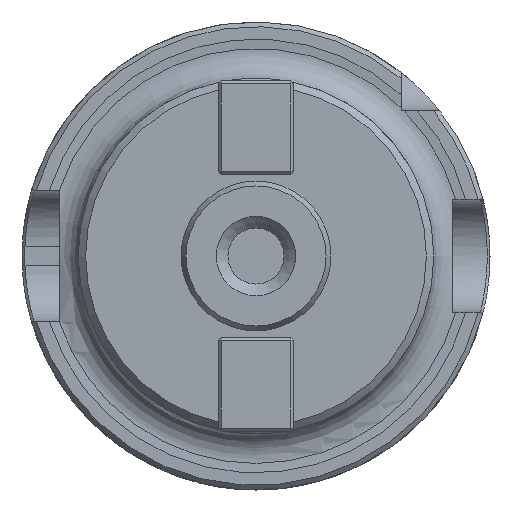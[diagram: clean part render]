
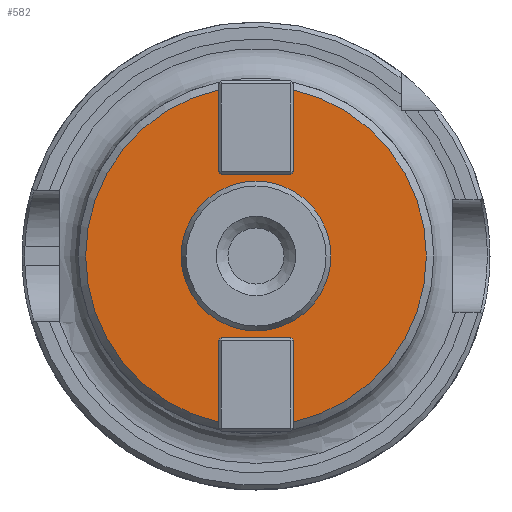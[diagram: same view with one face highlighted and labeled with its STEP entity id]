
A CAD part, left-side view. The second image highlights one B-rep face of the part: STEP entity #582.
In plain terms, the highlighted planar face has unit normal (-1, 0, 0).
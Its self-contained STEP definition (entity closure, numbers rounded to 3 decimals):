
#75=FACE_BOUND('',#869,.T.);
#76=FACE_BOUND('',#870,.T.);
#157=PLANE('',#2446);
#275=LINE('',#4237,#425);
#276=LINE('',#4239,#426);
#277=LINE('',#4241,#427);
#278=LINE('',#4243,#428);
#279=LINE('',#4245,#429);
#280=LINE('',#4246,#430);
#281=LINE('',#4248,#431);
#282=LINE('',#4250,#432);
#283=LINE('',#4252,#433);
#284=LINE('',#4254,#434);
#425=VECTOR('',#2876,1.);
#426=VECTOR('',#2877,1.);
#427=VECTOR('',#2878,1.);
#428=VECTOR('',#2879,1.);
#429=VECTOR('',#2880,1.);
#430=VECTOR('',#2881,1.);
#431=VECTOR('',#2882,1.);
#432=VECTOR('',#2883,1.);
#433=VECTOR('',#2884,1.);
#434=VECTOR('',#2885,1.);
#582=ADVANCED_FACE('',(#75,#76),#157,.F.);
#869=EDGE_LOOP('',(#1455,#1456,#1457,#1458,#1459,#1460,#1461,#1462,#1463,
#1464,#1465,#1466));
#870=EDGE_LOOP('',(#1467));
#1455=ORIENTED_EDGE('',*,*,#1899,.T.);
#1456=ORIENTED_EDGE('',*,*,#2130,.T.);
#1457=ORIENTED_EDGE('',*,*,#2131,.T.);
#1458=ORIENTED_EDGE('',*,*,#2132,.T.);
#1459=ORIENTED_EDGE('',*,*,#2133,.T.);
#1460=ORIENTED_EDGE('',*,*,#2134,.T.);
#1461=ORIENTED_EDGE('',*,*,#2125,.T.);
#1462=ORIENTED_EDGE('',*,*,#2135,.T.);
#1463=ORIENTED_EDGE('',*,*,#2136,.T.);
#1464=ORIENTED_EDGE('',*,*,#2137,.T.);
#1465=ORIENTED_EDGE('',*,*,#2138,.T.);
#1466=ORIENTED_EDGE('',*,*,#2139,.T.);
#1467=ORIENTED_EDGE('',*,*,#2140,.F.);
#1686=VERTEX_POINT('',#3112);
#1687=VERTEX_POINT('',#3114);
#1846=VERTEX_POINT('',#4216);
#1847=VERTEX_POINT('',#4217);
#1850=VERTEX_POINT('',#4238);
#1851=VERTEX_POINT('',#4240);
#1852=VERTEX_POINT('',#4242);
#1853=VERTEX_POINT('',#4244);
#1854=VERTEX_POINT('',#4247);
#1855=VERTEX_POINT('',#4249);
#1856=VERTEX_POINT('',#4251);
#1857=VERTEX_POINT('',#4253);
#1858=VERTEX_POINT('',#4256);
#1899=EDGE_CURVE('',#1687,#1686,#2221,.T.);
#2125=EDGE_CURVE('',#1846,#1847,#2278,.T.);
#2130=EDGE_CURVE('',#1686,#1850,#275,.T.);
#2131=EDGE_CURVE('',#1850,#1851,#276,.T.);
#2132=EDGE_CURVE('',#1851,#1852,#277,.T.);
#2133=EDGE_CURVE('',#1852,#1853,#278,.T.);
#2134=EDGE_CURVE('',#1853,#1846,#279,.T.);
#2135=EDGE_CURVE('',#1847,#1854,#280,.T.);
#2136=EDGE_CURVE('',#1854,#1855,#281,.T.);
#2137=EDGE_CURVE('',#1855,#1856,#282,.T.);
#2138=EDGE_CURVE('',#1856,#1857,#283,.T.);
#2139=EDGE_CURVE('',#1857,#1687,#284,.T.);
#2140=EDGE_CURVE('',#1858,#1858,#2279,.T.);
#2221=CIRCLE('',#2304,18.2);
#2278=CIRCLE('',#2443,18.2);
#2279=CIRCLE('',#2445,8.);
#2304=AXIS2_PLACEMENT_3D('',#3113,#2522,#2523);
#2443=AXIS2_PLACEMENT_3D('',#4215,#2872,#2873);
#2445=AXIS2_PLACEMENT_3D('',#4255,#2886,#2887);
#2446=AXIS2_PLACEMENT_3D('',#4257,#2888,#2889);
#2522=DIRECTION('',(-1.,0.,0.));
#2523=DIRECTION('',(0.,0.,-1.));
#2872=DIRECTION('',(-1.,0.,0.));
#2873=DIRECTION('',(0.,0.,-1.));
#2876=DIRECTION('',(0.,0.,1.));
#2877=DIRECTION('',(0.,-0.707,0.707));
#2878=DIRECTION('',(0.,-1.,0.));
#2879=DIRECTION('',(0.,-0.707,-0.707));
#2880=DIRECTION('',(0.,0.,-1.));
#2881=DIRECTION('',(0.,0.,-1.));
#2882=DIRECTION('',(0.,0.707,-0.707));
#2883=DIRECTION('',(0.,1.,0.));
#2884=DIRECTION('',(0.,0.707,0.707));
#2885=DIRECTION('',(0.,0.,1.));
#2886=DIRECTION('',(-1.,0.,0.));
#2887=DIRECTION('',(0.,0.,-1.));
#2888=DIRECTION('',(1.,0.,0.));
#2889=DIRECTION('',(0.,0.,-1.));
#3112=CARTESIAN_POINT('',(17.,4.,-17.755));
#3113=CARTESIAN_POINT('',(17.,0.,0.));
#3114=CARTESIAN_POINT('',(17.,4.,17.755));
#4215=CARTESIAN_POINT('',(17.,0.,0.));
#4216=CARTESIAN_POINT('',(17.,-4.,-17.755));
#4217=CARTESIAN_POINT('',(17.,-4.,17.755));
#4237=CARTESIAN_POINT('',(17.,4.,9.435));
#4238=CARTESIAN_POINT('',(17.,4.,-9.));
#4239=CARTESIAN_POINT('',(17.,-7.218,2.218));
#4240=CARTESIAN_POINT('',(17.,3.7,-8.7));
#4241=CARTESIAN_POINT('',(17.,0.,-8.7));
#4242=CARTESIAN_POINT('',(17.,-3.7,-8.7));
#4243=CARTESIAN_POINT('',(17.,7.218,2.218));
#4244=CARTESIAN_POINT('',(17.,-4.,-9.));
#4245=CARTESIAN_POINT('',(17.,-4.,9.435));
#4246=CARTESIAN_POINT('',(17.,-4.,9.435));
#4247=CARTESIAN_POINT('',(17.,-4.,9.));
#4248=CARTESIAN_POINT('',(17.,-2.218,7.218));
#4249=CARTESIAN_POINT('',(17.,-3.7,8.7));
#4250=CARTESIAN_POINT('',(17.,0.,8.7));
#4251=CARTESIAN_POINT('',(17.,3.7,8.7));
#4252=CARTESIAN_POINT('',(17.,2.218,7.218));
#4253=CARTESIAN_POINT('',(17.,4.,9.));
#4254=CARTESIAN_POINT('',(17.,4.,9.435));
#4255=CARTESIAN_POINT('',(17.,0.,0.));
#4256=CARTESIAN_POINT('',(17.,0.,-8.));
#4257=CARTESIAN_POINT('',(17.,0.,9.435));
